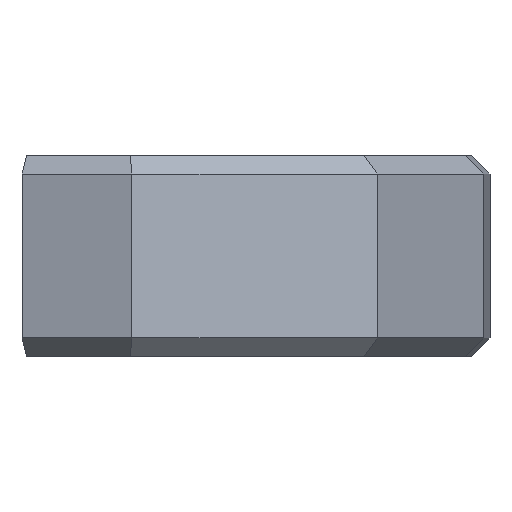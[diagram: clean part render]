
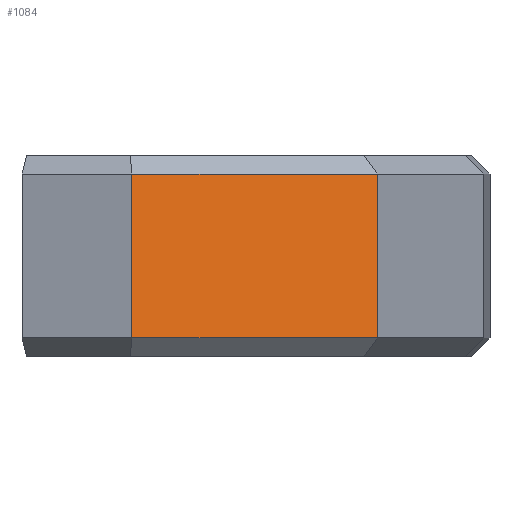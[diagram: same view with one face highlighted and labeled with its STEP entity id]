
A CAD part, left-side view. The second image highlights one B-rep face of the part: STEP entity #1084.
In plain terms, the highlighted planar face has unit normal (-0.908, -0.418, 0).
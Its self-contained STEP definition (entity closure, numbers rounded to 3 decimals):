
#22=FACE_OUTER_BOUND('',#84,.T.);
#84=EDGE_LOOP('',(#731,#732,#733,#734));
#145=LINE('',#1518,#301);
#158=LINE('',#1545,#314);
#161=LINE('',#1551,#317);
#162=LINE('',#1552,#318);
#301=VECTOR('',#1233,10.);
#314=VECTOR('',#1256,10.);
#317=VECTOR('',#1261,10.);
#318=VECTOR('',#1262,10.);
#451=VERTEX_POINT('',#1505);
#456=VERTEX_POINT('',#1516);
#465=VERTEX_POINT('',#1544);
#467=VERTEX_POINT('',#1550);
#553=EDGE_CURVE('',#456,#451,#145,.T.);
#566=EDGE_CURVE('',#465,#451,#158,.T.);
#569=EDGE_CURVE('',#467,#456,#161,.T.);
#570=EDGE_CURVE('',#465,#467,#162,.T.);
#731=ORIENTED_EDGE('',*,*,#553,.F.);
#732=ORIENTED_EDGE('',*,*,#569,.F.);
#733=ORIENTED_EDGE('',*,*,#570,.F.);
#734=ORIENTED_EDGE('',*,*,#566,.T.);
#1022=PLANE('',#1166);
#1084=ADVANCED_FACE('',(#22),#1022,.T.);
#1166=AXIS2_PLACEMENT_3D('',#1549,#1259,#1260);
#1233=DIRECTION('',(-0.418,0.908,0.));
#1256=DIRECTION('',(0.,0.,-1.));
#1259=DIRECTION('center_axis',(-0.908,-0.418,0.));
#1260=DIRECTION('ref_axis',(-0.418,0.908,0.));
#1261=DIRECTION('',(0.,0.,-1.));
#1262=DIRECTION('',(0.418,-0.908,0.));
#1505=CARTESIAN_POINT('',(-39.127,-3.48,-15.25));
#1516=CARTESIAN_POINT('',(-28.452,-26.683,-15.25));
#1518=CARTESIAN_POINT('',(-27.386,-29.001,-15.25));
#1544=CARTESIAN_POINT('',(-39.127,-3.48,0.25));
#1545=CARTESIAN_POINT('',(-39.127,-3.48,2.));
#1549=CARTESIAN_POINT('Origin',(-28.452,-26.683,2.));
#1550=CARTESIAN_POINT('',(-28.452,-26.683,0.25));
#1551=CARTESIAN_POINT('',(-28.452,-26.683,2.));
#1552=CARTESIAN_POINT('',(-27.388,-28.996,0.25));
